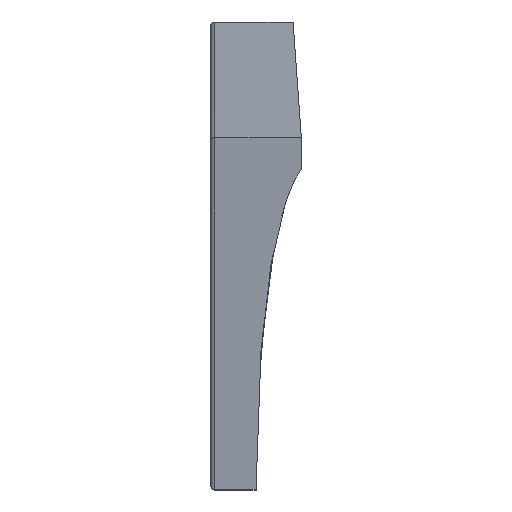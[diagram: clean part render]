
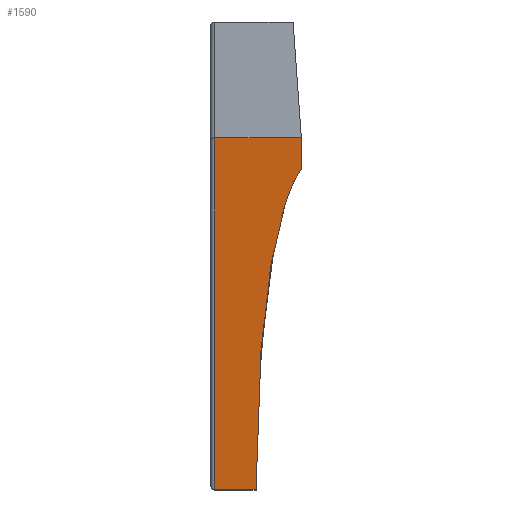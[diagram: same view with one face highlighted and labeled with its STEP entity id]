
A CAD part, left-side view. The second image highlights one B-rep face of the part: STEP entity #1590.
In plain terms, the highlighted planar face has unit normal (-0.991, 0, -0.137).
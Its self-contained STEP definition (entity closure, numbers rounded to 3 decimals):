
#20=B_SPLINE_CURVE_WITH_KNOTS('',3,(#2212,#2213,#2214,#2215),
 .UNSPECIFIED.,.F.,.F.,(4,4),(0.05,3.375),
 .UNSPECIFIED.);
#21=B_SPLINE_CURVE_WITH_KNOTS('',3,(#2217,#2218,#2219,#2220,#2221,#2222,
#2223,#2224,#2225,#2226),.UNSPECIFIED.,.F.,.F.,(4,2,2,2,4),(3.261,
4.969,6.732,7.381,7.768),
 .UNSPECIFIED.);
#35=PLANE('',#1693);
#117=FACE_OUTER_BOUND('',#200,.T.);
#200=EDGE_LOOP('',(#1138,#1139,#1140,#1141,#1142,#1143));
#286=LINE('',#2169,#502);
#300=LINE('',#2206,#516);
#302=LINE('',#2210,#518);
#303=LINE('',#2227,#519);
#502=VECTOR('',#1774,10.);
#516=VECTOR('',#1812,10.);
#518=VECTOR('',#1816,10.);
#519=VECTOR('',#1817,10.);
#719=VERTEX_POINT('',#2166);
#720=VERTEX_POINT('',#2168);
#731=VERTEX_POINT('',#2205);
#732=VERTEX_POINT('',#2209);
#733=VERTEX_POINT('',#2211);
#734=VERTEX_POINT('',#2216);
#873=EDGE_CURVE('',#719,#720,#286,.T.);
#892=EDGE_CURVE('',#731,#720,#300,.T.);
#894=EDGE_CURVE('',#732,#719,#302,.T.);
#895=EDGE_CURVE('',#732,#733,#20,.T.);
#896=EDGE_CURVE('',#733,#734,#21,.T.);
#897=EDGE_CURVE('',#731,#734,#303,.T.);
#1138=ORIENTED_EDGE('',*,*,#873,.F.);
#1139=ORIENTED_EDGE('',*,*,#894,.F.);
#1140=ORIENTED_EDGE('',*,*,#895,.T.);
#1141=ORIENTED_EDGE('',*,*,#896,.T.);
#1142=ORIENTED_EDGE('',*,*,#897,.F.);
#1143=ORIENTED_EDGE('',*,*,#892,.T.);
#1590=ADVANCED_FACE('',(#117),#35,.T.);
#1693=AXIS2_PLACEMENT_3D('',#2208,#1814,#1815);
#1774=DIRECTION('',(-0.137,0.,0.991));
#1812=DIRECTION('',(0.,1.,0.));
#1814=DIRECTION('center_axis',(-0.991,0.,-0.137));
#1815=DIRECTION('ref_axis',(-0.137,0.,0.991));
#1816=DIRECTION('',(0.,1.,0.));
#1817=DIRECTION('',(0.137,0.,-0.991));
#2166=CARTESIAN_POINT('',(-190.365,7.,-212.018));
#2168=CARTESIAN_POINT('',(-202.205,7.,-126.678));
#2169=CARTESIAN_POINT('',(-193.234,7.,-191.344));
#2205=CARTESIAN_POINT('',(-202.205,-14.,-126.678));
#2206=CARTESIAN_POINT('',(-202.205,0.,-126.678));
#2208=CARTESIAN_POINT('Origin',(-190.365,0.,-212.018));
#2209=CARTESIAN_POINT('',(-190.365,-3.004,-212.018));
#2210=CARTESIAN_POINT('',(-190.365,0.,-212.018));
#2211=CARTESIAN_POINT('',(-195.,-4.206,-178.612));
#2212=CARTESIAN_POINT('Ctrl Pts',(-190.365,-3.004,-212.018));
#2213=CARTESIAN_POINT('Ctrl Pts',(-191.89,-3.044,-201.025));
#2214=CARTESIAN_POINT('Ctrl Pts',(-193.482,-3.374,-189.556));
#2215=CARTESIAN_POINT('Ctrl Pts',(-195.,-4.206,-178.612));
#2216=CARTESIAN_POINT('',(-201.135,-14.,-134.396));
#2217=CARTESIAN_POINT('Ctrl Pts',(-195.,-4.206,-178.612));
#2218=CARTESIAN_POINT('Ctrl Pts',(-195.826,-4.659,-172.658));
#2219=CARTESIAN_POINT('Ctrl Pts',(-196.637,-5.264,-166.815));
#2220=CARTESIAN_POINT('Ctrl Pts',(-198.196,-6.886,-155.579));
#2221=CARTESIAN_POINT('Ctrl Pts',(-199.083,-8.066,-149.185));
#2222=CARTESIAN_POINT('Ctrl Pts',(-200.119,-10.337,-141.714));
#2223=CARTESIAN_POINT('Ctrl Pts',(-200.42,-11.1,-139.546));
#2224=CARTESIAN_POINT('Ctrl Pts',(-200.839,-12.551,-136.525));
#2225=CARTESIAN_POINT('Ctrl Pts',(-201.004,-13.222,-135.334));
#2226=CARTESIAN_POINT('Ctrl Pts',(-201.135,-14.,-134.396));
#2227=CARTESIAN_POINT('',(-202.205,-14.,-126.678));
